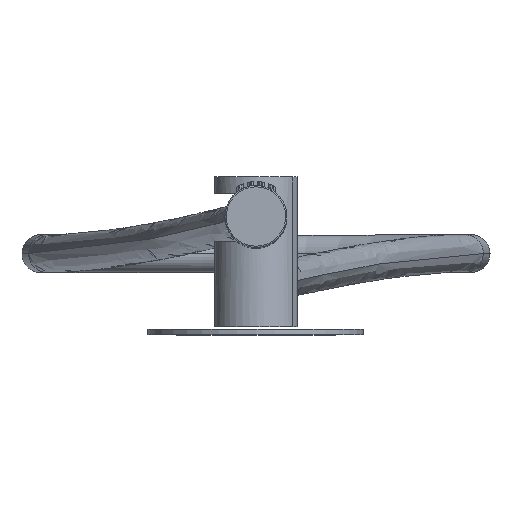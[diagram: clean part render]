
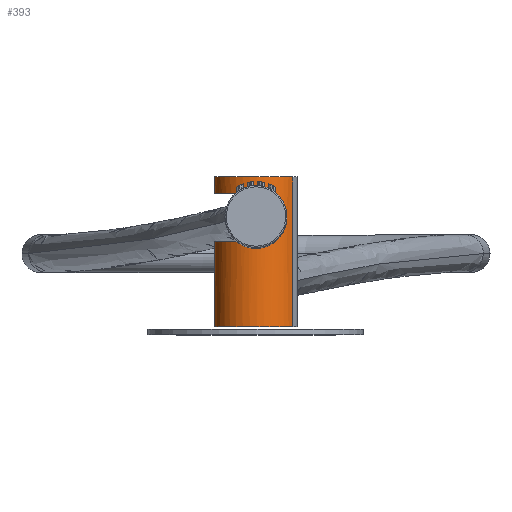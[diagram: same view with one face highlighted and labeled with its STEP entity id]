
A CAD part, top view. The second image highlights one B-rep face of the part: STEP entity #393.
In plain terms, the highlighted cylindrical face has radius 15.5 mm (diameter 31 mm), a partial arc.
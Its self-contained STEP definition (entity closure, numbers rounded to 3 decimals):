
#133=CARTESIAN_POINT('Vertex',(-13.603,9.5,-7.431)) ;
#135=CARTESIAN_POINT('Vertex',(13.603,9.5,7.431)) ;
#138=CARTESIAN_POINT('Axis2P3D Location',(0.,9.5,0.)) ;
#148=CARTESIAN_POINT('Axis2P3D Location',(0.,32.5,0.)) ;
#159=CARTESIAN_POINT('Vertex',(-13.603,59.,-7.431)) ;
#162=CARTESIAN_POINT('Line Origine',(-13.603,32.5,-7.431)) ;
#166=CARTESIAN_POINT('Vertex',(-13.603,65.,-7.431)) ;
#173=CARTESIAN_POINT('Vertex',(13.603,65.,7.431)) ;
#176=CARTESIAN_POINT('Line Origine',(13.603,32.5,7.431)) ;
#181=CARTESIAN_POINT('Line Origine',(-13.603,32.5,-7.431)) ;
#185=CARTESIAN_POINT('Vertex',(-13.603,41.,-7.431)) ;
#312=CARTESIAN_POINT('Axis2P3D Location',(0.,65.,0.)) ;
#317=CARTESIAN_POINT('Axis2P3D Location',(0.,59.,0.)) ;
#321=CARTESIAN_POINT('Vertex',(-7.027,59.,13.816)) ;
#325=CARTESIAN_POINT('Control Point',(5.49,60.05,14.495)) ;
#326=CARTESIAN_POINT('Control Point',(4.488,60.618,14.875)) ;
#327=CARTESIAN_POINT('Control Point',(3.393,61.069,15.19)) ;
#328=CARTESIAN_POINT('Control Point',(2.214,61.38,15.414)) ;
#329=CARTESIAN_POINT('Control Point',(-0.538,61.701,15.643)) ;
#330=CARTESIAN_POINT('Control Point',(-3.265,61.175,15.267)) ;
#331=CARTESIAN_POINT('Control Point',(-4.674,60.625,14.875)) ;
#332=CARTESIAN_POINT('Control Point',(-5.93,59.891,14.374)) ;
#333=CARTESIAN_POINT('Control Point',(-7.027,59.,13.816)) ;
#334=CARTESIAN_POINT('Vertex',(5.49,60.05,14.495)) ;
#338=CARTESIAN_POINT('Control Point',(-5.49,39.95,14.495)) ;
#339=CARTESIAN_POINT('Control Point',(-4.731,39.52,14.783)) ;
#340=CARTESIAN_POINT('Control Point',(-3.918,39.157,15.034)) ;
#341=CARTESIAN_POINT('Control Point',(-3.057,38.87,15.236)) ;
#342=CARTESIAN_POINT('Control Point',(-1.146,38.451,15.535)) ;
#343=CARTESIAN_POINT('Control Point',(0.839,38.458,15.531)) ;
#344=CARTESIAN_POINT('Control Point',(1.885,38.588,15.437)) ;
#345=CARTESIAN_POINT('Control Point',(4.193,39.156,15.03)) ;
#346=CARTESIAN_POINT('Control Point',(6.209,40.263,14.276)) ;
#347=CARTESIAN_POINT('Control Point',(7.22,41.027,13.777)) ;
#348=CARTESIAN_POINT('Control Point',(8.664,42.453,12.907)) ;
#349=CARTESIAN_POINT('Control Point',(9.758,44.157,12.059)) ;
#350=CARTESIAN_POINT('Control Point',(10.129,44.856,11.745)) ;
#351=CARTESIAN_POINT('Control Point',(10.658,46.101,11.264)) ;
#352=CARTESIAN_POINT('Control Point',(11.007,47.446,10.915)) ;
#353=CARTESIAN_POINT('Control Point',(11.118,48.01,10.801)) ;
#354=CARTESIAN_POINT('Control Point',(11.307,49.432,10.603)) ;
#355=CARTESIAN_POINT('Control Point',(11.279,50.886,10.631)) ;
#356=CARTESIAN_POINT('Control Point',(11.182,51.743,10.737)) ;
#357=CARTESIAN_POINT('Control Point',(10.882,53.207,11.048)) ;
#358=CARTESIAN_POINT('Control Point',(10.375,54.562,11.522)) ;
#359=CARTESIAN_POINT('Control Point',(10.118,55.129,11.751)) ;
#360=CARTESIAN_POINT('Control Point',(9.295,56.667,12.438)) ;
#361=CARTESIAN_POINT('Control Point',(8.21,58.009,13.192)) ;
#362=CARTESIAN_POINT('Control Point',(7.404,58.793,13.671)) ;
#363=CARTESIAN_POINT('Control Point',(6.493,59.481,14.115)) ;
#364=CARTESIAN_POINT('Control Point',(5.49,60.05,14.495)) ;
#365=CARTESIAN_POINT('Vertex',(-5.49,39.95,14.495)) ;
#369=CARTESIAN_POINT('Control Point',(-7.027,41.,13.816)) ;
#370=CARTESIAN_POINT('Control Point',(-6.55,40.613,14.058)) ;
#371=CARTESIAN_POINT('Control Point',(-6.036,40.26,14.288)) ;
#372=CARTESIAN_POINT('Control Point',(-5.49,39.95,14.495)) ;
#373=CARTESIAN_POINT('Vertex',(-7.027,41.,13.816)) ;
#376=CARTESIAN_POINT('Axis2P3D Location',(0.,41.,0.)) ;
#164=VECTOR('Line Direction',#163,1.) ;
#178=VECTOR('Line Direction',#177,1.) ;
#183=VECTOR('Line Direction',#182,1.) ;
#139=DIRECTION('Axis2P3D Direction',(0.,-1.,0.)) ;
#149=DIRECTION('Axis2P3D Direction',(0.,-1.,0.)) ;
#150=DIRECTION('Axis2P3D XDirection',(0.878,0.,0.479)) ;
#163=DIRECTION('Vector Direction',(0.,-1.,0.)) ;
#177=DIRECTION('Vector Direction',(0.,-1.,0.)) ;
#182=DIRECTION('Vector Direction',(0.,-1.,0.)) ;
#313=DIRECTION('Axis2P3D Direction',(0.,-1.,0.)) ;
#318=DIRECTION('Axis2P3D Direction',(0.,-1.,0.)) ;
#377=DIRECTION('Axis2P3D Direction',(0.,-1.,0.)) ;
#140=AXIS2_PLACEMENT_3D('Circle Axis2P3D',#138,#139,$) ;
#151=AXIS2_PLACEMENT_3D('Cylinder Axis2P3D',#148,#149,#150) ;
#314=AXIS2_PLACEMENT_3D('Circle Axis2P3D',#312,#313,$) ;
#319=AXIS2_PLACEMENT_3D('Circle Axis2P3D',#317,#318,$) ;
#378=AXIS2_PLACEMENT_3D('Circle Axis2P3D',#376,#377,$) ;
#165=LINE('Line',#162,#164) ;
#179=LINE('Line',#176,#178) ;
#184=LINE('Line',#181,#183) ;
#141=CIRCLE('generated circle',#140,15.5) ;
#315=CIRCLE('generated circle',#314,15.5) ;
#320=CIRCLE('generated circle',#319,15.5) ;
#379=CIRCLE('generated circle',#378,15.5) ;
#152=CYLINDRICAL_SURFACE('generated cylinder',#151,15.5) ;
#142=EDGE_CURVE('',#136,#134,#141,.T.) ;
#168=EDGE_CURVE('',#160,#167,#165,.F.) ;
#180=EDGE_CURVE('',#136,#174,#179,.F.) ;
#187=EDGE_CURVE('',#134,#186,#184,.F.) ;
#316=EDGE_CURVE('',#174,#167,#315,.T.) ;
#323=EDGE_CURVE('',#160,#322,#320,.F.) ;
#336=EDGE_CURVE('',#335,#322,#324,.T.) ;
#367=EDGE_CURVE('',#366,#335,#337,.T.) ;
#375=EDGE_CURVE('',#374,#366,#368,.T.) ;
#380=EDGE_CURVE('',#374,#186,#379,.T.) ;
#382=ORIENTED_EDGE('',*,*,#187,.F.) ;
#383=ORIENTED_EDGE('',*,*,#142,.F.) ;
#384=ORIENTED_EDGE('',*,*,#180,.T.) ;
#385=ORIENTED_EDGE('',*,*,#316,.T.) ;
#386=ORIENTED_EDGE('',*,*,#168,.F.) ;
#387=ORIENTED_EDGE('',*,*,#323,.T.) ;
#388=ORIENTED_EDGE('',*,*,#336,.F.) ;
#389=ORIENTED_EDGE('',*,*,#367,.F.) ;
#390=ORIENTED_EDGE('',*,*,#375,.F.) ;
#391=ORIENTED_EDGE('',*,*,#380,.T.) ;
#381=EDGE_LOOP('',(#382,#383,#384,#385,#386,#387,#388,#389,#390,#391)) ;
#134=VERTEX_POINT('',#133) ;
#136=VERTEX_POINT('',#135) ;
#160=VERTEX_POINT('',#159) ;
#167=VERTEX_POINT('',#166) ;
#174=VERTEX_POINT('',#173) ;
#186=VERTEX_POINT('',#185) ;
#322=VERTEX_POINT('',#321) ;
#335=VERTEX_POINT('',#334) ;
#366=VERTEX_POINT('',#365) ;
#374=VERTEX_POINT('',#373) ;
#393=ADVANCED_FACE('Product1_AllCATPart.1\\Part2.1\\PartBody',(#392),#152,.T.) ;
#324=B_SPLINE_CURVE_WITH_KNOTS('',5,(#325,#326,#327,#328,#329,#330,#331,#332,#333),.UNSPECIFIED.,.F.,.U.,(6,3,6),(0.,8.633,19.46),.UNSPECIFIED.) ;
#337=B_SPLINE_CURVE_WITH_KNOTS('',5,(#338,#339,#340,#341,#342,#343,#344,#345,#346,#347,#348,#349,#350,#351,#352,#353,#354,#355,#356,#357,#358,#359,#360,#361,#362,#363,#364),.UNSPECIFIED.,.F.,.U.,(6,3,3,3,3,3,3,3,6),(0.,6.511,13.881,23.422,29.428,33.573,39.671,44.354,52.957),.UNSPECIFIED.) ;
#368=B_SPLINE_CURVE_WITH_KNOTS('',3,(#369,#370,#371,#372),.UNSPECIFIED.,.F.,.U.,(4,4),(0.,2.806),.UNSPECIFIED.) ;
#392=FACE_OUTER_BOUND('',#381,.T.) ;
